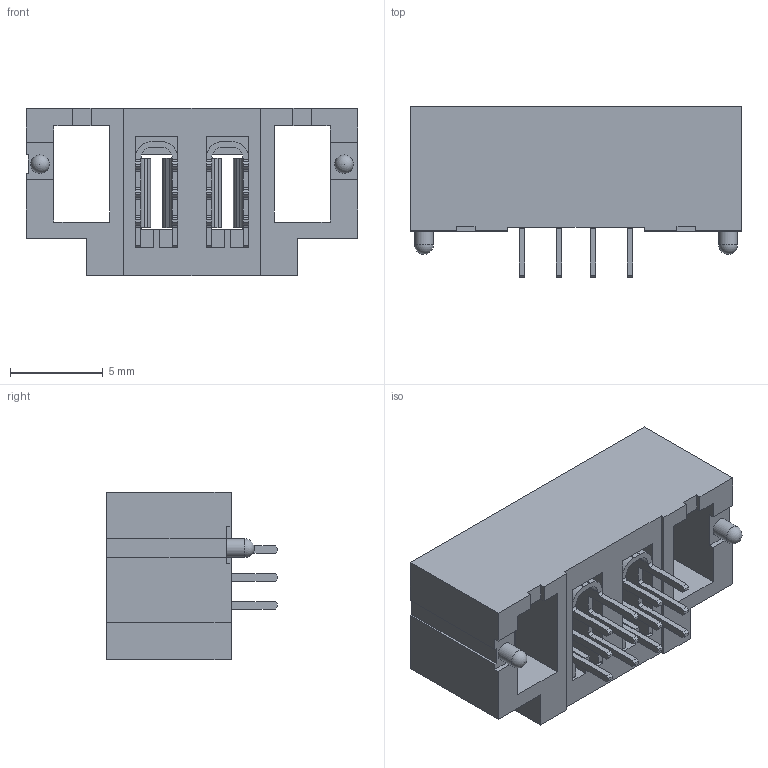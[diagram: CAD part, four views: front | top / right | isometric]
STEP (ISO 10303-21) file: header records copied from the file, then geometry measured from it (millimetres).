
FILE_DESCRIPTION(/* description */ ('STEP AP214'),/* implementation_level */ '2;1');
FILE_NAME(/* name */ 'UPT-02-03.0-01-L-V',/* time_stamp */ '2024-03-16T13:43:47+01:00',/* author */ ('License CC BY-ND 4.0'),/* organization */ ('CADENAS'),/* preprocessor_version */ 'ST-DEVELOPER v19.3',/* originating_system */ 'PARTsolutions',/* authorisation */ ' ');
FILE_SCHEMA (('AUTOMOTIVE_DESIGN {1 0 10303 214 3 1 1}'));
Length unit declared in the file: millimetre
Products named in the file (3): UPT-02-03.0-01-L-V; UPT-01-0201-L-Vterminal; UPT-01-0201-L-Vpins
Assembly tree (2 placements, depth 2):
  UPT-02-03.0-01-L-V
    UPT-01-0201-L-Vterminal
    UPT-01-0201-L-Vpins
Bounding box: 17.88 x 9.21 x 9 mm (x, y, z)
Volume: 493.4 mm3; surface area: 1220.8 mm2
Topology: 2 solids, 2 shells, 310 faces, 912 edges, 603 vertices
Faces by surface type: plane 242, cylinder 66, sphere 2
Full cylindrical faces by diameter (mm): 1 x2
Entity records: 10269 total; most frequent: CARTESIAN_POINT 1866, ORIENTED_EDGE 1810, DIRECTION 1647, EDGE_CURVE 905, LINE 757, VECTOR 757, VERTEX_POINT 600, AXIS2_PLACEMENT_3D 445
